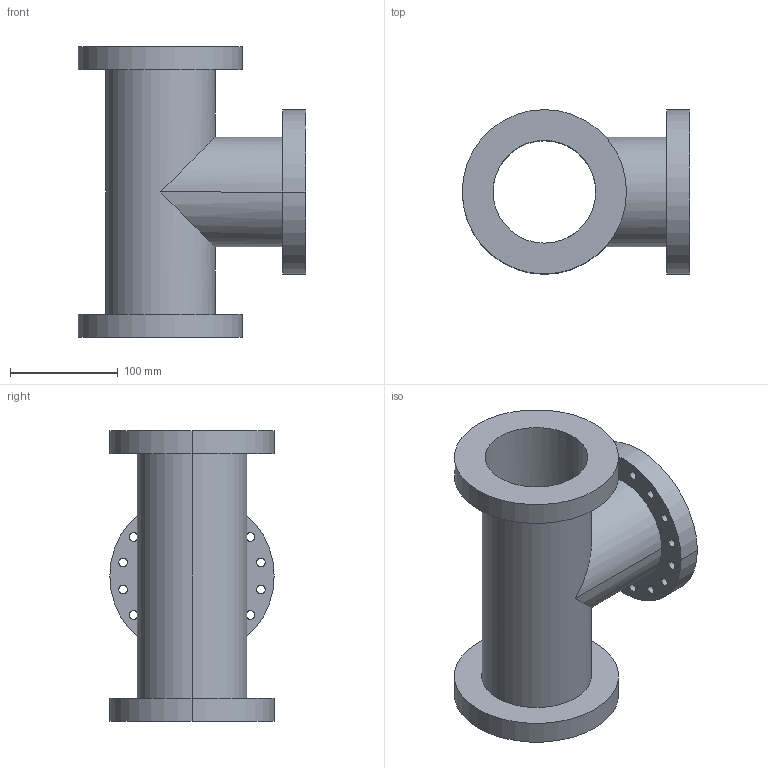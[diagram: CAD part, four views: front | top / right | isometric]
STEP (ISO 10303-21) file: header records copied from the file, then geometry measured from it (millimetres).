
FILE_DESCRIPTION(('produced by SPATIAL CORP'),'2;1');
FILE_NAME( 'tee.prt.hh.sat.stp','2002-04-19T11:21:45+00:00',('SPATIAL CORP'),('SPATIAL CORP'), 'ACIS STEP Husk','http://www.spatial.com','SPATIAL CORP');
FILE_SCHEMA(('CONFIG_CONTROL_DESIGN'));
Length unit declared in the file: millimetre
Products named in the file (1): PRODUCT_ID_1
Bounding box: 211.07 x 152.4 x 269.75 mm (x, y, z)
Volume: 967527.4 mm3; surface area: 292323.1 mm2
Topology: 1 solids, 1 shells, 52 faces, 144 edges, 96 vertices
Faces by surface type: cylinder 46, plane 6
Entity records: 1949 total; most frequent: CARTESIAN_POINT 392, DIRECTION 328, ORIENTED_EDGE 288, EDGE_CURVE 144, AXIS2_PLACEMENT_3D 140, VERTEX_POINT 96, EDGE_LOOP 90, FACE_BOUND 90
